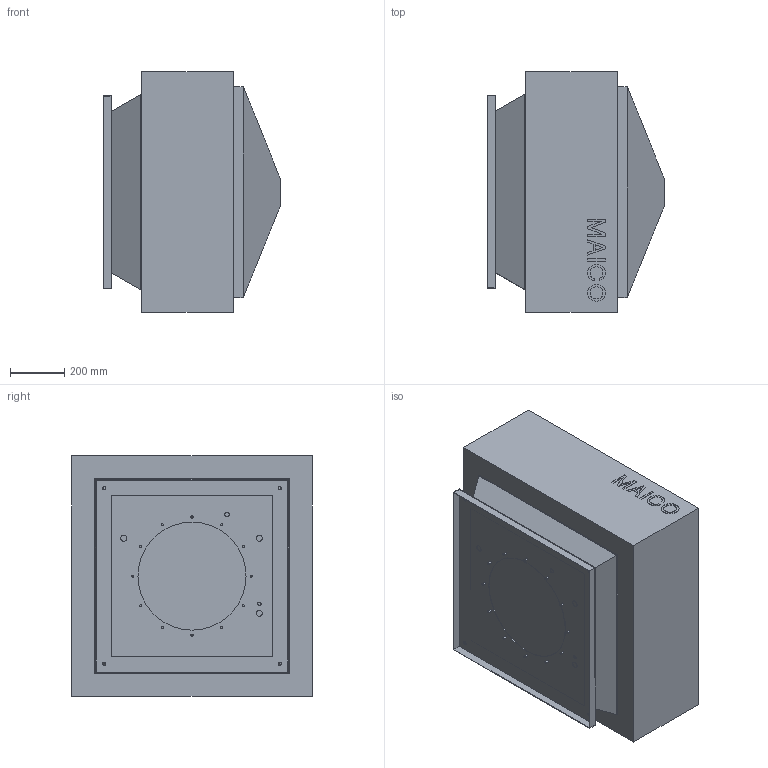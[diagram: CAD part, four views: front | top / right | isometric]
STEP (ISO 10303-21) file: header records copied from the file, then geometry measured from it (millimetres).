
FILE_DESCRIPTION(('Creo Elements/Direct Modeling STEP Export'),'2;1');
FILE_NAME('0087.0029_MDR-40-EC.stp','2020-06-23T 7:18:58',(''),(''),'PTC Creo Elements/Direct Modeling STEP processor for AP214 (Solid Model)','PTC Creo Elements/Direct Modeling 19.0C 15-Aug-2015 (C) Parametric Technology GmbH','');
FILE_SCHEMA(('AUTOMOTIVE_DESIGN { 1 0 10303 214 1 1 1 1 }'));
Length unit declared in the file: millimetre
Products named in the file (1): MDR-40
Bounding box: 655.21 x 890 x 891 mm (x, y, z)
Volume: 372967287.6 mm3; surface area: 3606282 mm2
Topology: 1 solids, 1 shells, 261 faces, 682 edges, 452 vertices
Faces by surface type: plane 217, cylinder 44
Entity records: 7703 total; most frequent: ORIENTED_EDGE 1364, CARTESIAN_POINT 1345, DIRECTION 1192, EDGE_CURVE 682, VECTOR 594, LINE 594, VERTEX_POINT 452, AXIS2_PLACEMENT_3D 299
